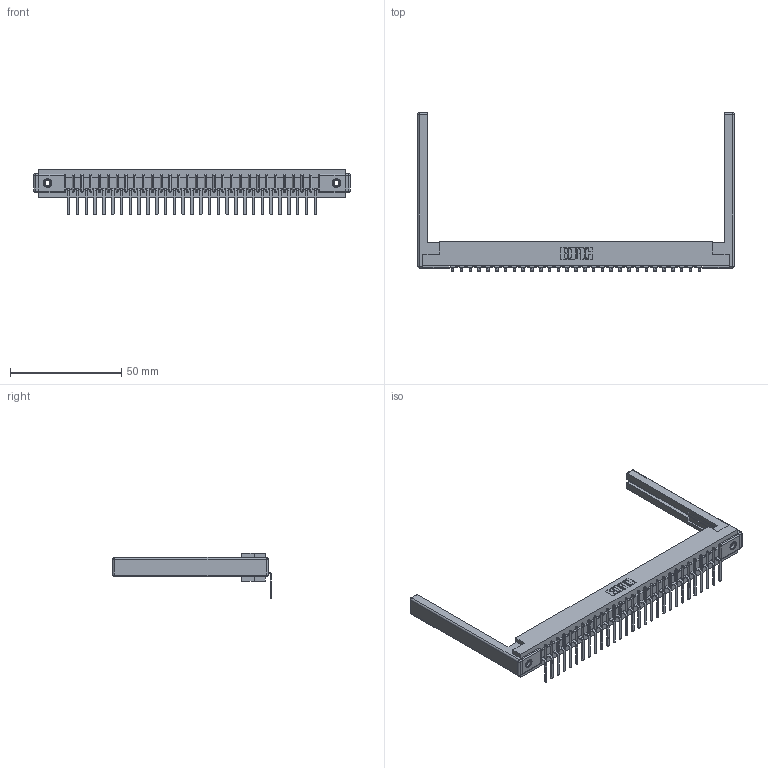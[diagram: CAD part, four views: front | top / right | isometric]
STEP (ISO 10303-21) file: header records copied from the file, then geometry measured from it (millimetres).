
FILE_DESCRIPTION (( 'STEP AP203' ), '1' );
FILE_NAME ('357-029-557-168.STEP', '2019-09-17T02:57:14', ( '' ), ( '' ), 'SwSTEP 2.0', 'SolidWorks 2016', '' );
FILE_SCHEMA (( 'CONFIG_CONTROL_DESIGN' ));
Length unit declared in the file: inch
Products named in the file (5): 345-250-001_345-250-001-102; 357-029-557-168; 307 Part_.156 Dia Mounting Holes; 307-220-068; 307-290-002_557
Assembly tree (34 placements, depth 2):
  357-029-557-168
    307 Part_.156 Dia Mounting Holes
    307-290-002_557  x29
    307-220-068  x2
    345-250-001_345-250-001-102  x2
Bounding box: 142.34 x 71.29 x 20.66 mm (x, y, z)
Volume: 19591.3 mm3; surface area: 23314.3 mm2
Topology: 34 solids, 34 shells, 2564 faces, 7789 edges, 5090 vertices
Faces by surface type: plane 1521, cylinder 959, sphere 68, cone 12, torus 4
Entity records: 30077 total; most frequent: CARTESIAN_POINT 5037, ORIENTED_EDGE 5016, DIRECTION 4918, EDGE_CURVE 2508, LINE 1912, VECTOR 1912, VERTEX_POINT 1622, AXIS2_PLACEMENT_3D 1503
